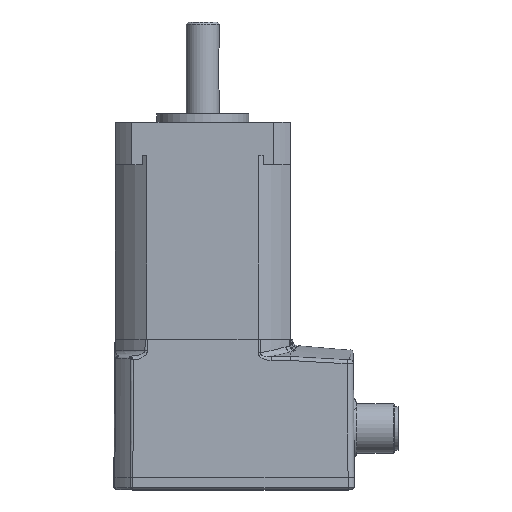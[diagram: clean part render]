
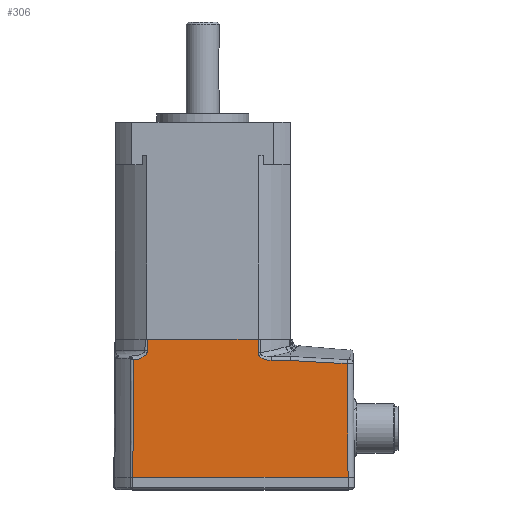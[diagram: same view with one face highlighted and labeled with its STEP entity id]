
A CAD part, top view. The second image highlights one B-rep face of the part: STEP entity #306.
In plain terms, the highlighted planar face has unit normal (0, 0.009, 1).
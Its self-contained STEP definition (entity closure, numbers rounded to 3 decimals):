
#123 = VERTEX_POINT ( 'NONE', #3547 ) ;
#135 = CARTESIAN_POINT ( 'NONE',  ( 14.748, -4.824, 21.042 ) ) ;
#306 = ADVANCED_FACE ( 'NONE', ( #17788 ), #13442, .T. ) ;
#318 = CARTESIAN_POINT ( 'NONE',  ( 13.267, 0., 21. ) ) ;
#734 = CARTESIAN_POINT ( 'NONE',  ( -13.565, -3.569, 21.031 ) ) ;
#772 = CARTESIAN_POINT ( 'NONE',  ( 36., 0., 21. ) ) ;
#872 = EDGE_CURVE ( 'NONE', #9388, #15642, #5263, .T. ) ;
#1007 = CARTESIAN_POINT ( 'NONE',  ( 13.269, -1.076, 21.009 ) ) ;
#1137 = ORIENTED_EDGE ( 'NONE', *, *, #6437, .T. ) ;
#1219 = CARTESIAN_POINT ( 'NONE',  ( 34.5, -0.013, 21. ) ) ;
#1746 = CARTESIAN_POINT ( 'NONE',  ( -13.284, -2.895, 21.025 ) ) ;
#1815 = CARTESIAN_POINT ( 'NONE',  ( -13.267, 0., 21. ) ) ;
#1927 = CARTESIAN_POINT ( 'NONE',  ( -15.202, -4.685, 21.041 ) ) ;
#2038 = DIRECTION ( 'NONE',  ( -1., 0., 0. ) ) ;
#2110 = CARTESIAN_POINT ( 'NONE',  ( -13.462, -3.415, 21.03 ) ) ;
#2369 = VECTOR ( 'NONE', #3515, 1000. ) ;
#2534 = CARTESIAN_POINT ( 'NONE',  ( 16.355, -5.076, 21.044 ) ) ;
#2714 = CARTESIAN_POINT ( 'NONE',  ( 13.275, -3.229, 21.028 ) ) ;
#2763 = ORIENTED_EDGE ( 'NONE', *, *, #15183, .T. ) ;
#3441 = DIRECTION ( 'NONE',  ( 0., 0.009, 1. ) ) ;
#3498 = CARTESIAN_POINT ( 'NONE',  ( -13.274, -2.804, 21.024 ) ) ;
#3515 = DIRECTION ( 'NONE',  ( -1., 0., 0. ) ) ;
#3547 = CARTESIAN_POINT ( 'NONE',  ( 34.788, -33., 21.288 ) ) ;
#3588 = CARTESIAN_POINT ( 'NONE',  ( -16.266, -4.946, 21.043 ) ) ;
#3675 = CARTESIAN_POINT ( 'NONE',  ( -16.658, -14.316, 21.125 ) ) ;
#3755 = ORIENTED_EDGE ( 'NONE', *, *, #12476, .T. ) ;
#4285 = EDGE_CURVE ( 'NONE', #11269, #7506, #10242, .T. ) ;
#4528 = VECTOR ( 'NONE', #9333, 1000. ) ;
#4760 = CARTESIAN_POINT ( 'NONE',  ( 13.275, -3.229, 21.028 ) ) ;
#4909 = CARTESIAN_POINT ( 'NONE',  ( 21., -5.076, 21.044 ) ) ;
#5194 = CARTESIAN_POINT ( 'NONE',  ( -13.267, 0., 21. ) ) ;
#5207 = VECTOR ( 'NONE', #13974, 1000. ) ;
#5230 = EDGE_CURVE ( 'NONE', #17143, #9446, #9142, .T. ) ;
#5263 = B_SPLINE_CURVE_WITH_KNOTS ( 'NONE', 3,
 ( #1815, #12800, #13089, #11697 ),
 .UNSPECIFIED., .F., .F.,
 ( 4, 4 ),
 ( 0., 0.003 ),
 .UNSPECIFIED. ) ;
#5413 = CARTESIAN_POINT ( 'NONE',  ( 14.592, -4.766, 21.042 ) ) ;
#5508 = CARTESIAN_POINT ( 'NONE',  ( 14.142, -4.559, 21.04 ) ) ;
#5747 = B_SPLINE_CURVE_WITH_KNOTS ( 'NONE', 3,
 ( #16179, #3498, #1746, #14806, #7497, #2110, #734, #10339, #13026, #17297, #8868, #10424, #1927, #7600, #3588, #13589 ),
 .UNSPECIFIED., .F., .F.,
 ( 4, 2, 2, 2, 2, 2, 2, 4 ),
 ( 0., 0., 0.001, 0.001, 0.002, 0.002, 0.003, 0.004 ),
 .UNSPECIFIED. ) ;
#5780 = CARTESIAN_POINT ( 'NONE',  ( 13.53, -4.009, 21.035 ) ) ;
#6239 = ORIENTED_EDGE ( 'NONE', *, *, #8506, .T. ) ;
#6242 = DIRECTION ( 'NONE',  ( 0., 1., -0.009 ) ) ;
#6437 = EDGE_CURVE ( 'NONE', #14151, #17143, #17997, .T. ) ;
#6574 = CARTESIAN_POINT ( 'NONE',  ( -13.274, -2.711, 21.024 ) ) ;
#6755 = VERTEX_POINT ( 'NONE', #7068 ) ;
#6820 = CARTESIAN_POINT ( 'NONE',  ( 13.437, -3.868, 21.034 ) ) ;
#6830 = EDGE_CURVE ( 'NONE', #123, #7289, #11460, .T. ) ;
#7009 = CARTESIAN_POINT ( 'NONE',  ( 13.31, -3.563, 21.031 ) ) ;
#7068 = CARTESIAN_POINT ( 'NONE',  ( -16.629, -4.974, 21.043 ) ) ;
#7289 = VERTEX_POINT ( 'NONE', #8824 ) ;
#7317 = ORIENTED_EDGE ( 'NONE', *, *, #15633, .T. ) ;
#7497 = CARTESIAN_POINT ( 'NONE',  ( -13.353, -3.162, 21.028 ) ) ;
#7506 = VERTEX_POINT ( 'NONE', #318 ) ;
#7600 = CARTESIAN_POINT ( 'NONE',  ( -15.908, -4.883, 21.043 ) ) ;
#7613 = VECTOR ( 'NONE', #2038, 1000. ) ;
#8067 = EDGE_CURVE ( 'NONE', #123, #14151, #16571, .T. ) ;
#8287 = CARTESIAN_POINT ( 'NONE',  ( 13.275, -3.397, 21.03 ) ) ;
#8506 = EDGE_CURVE ( 'NONE', #7506, #9388, #10442, .T. ) ;
#8824 = CARTESIAN_POINT ( 'NONE',  ( -16.717, -33., 21.288 ) ) ;
#8868 = CARTESIAN_POINT ( 'NONE',  ( -14.385, -4.291, 21.037 ) ) ;
#9071 = ORIENTED_EDGE ( 'NONE', *, *, #5230, .T. ) ;
#9142 = LINE ( 'NONE', #15063, #4528 ) ;
#9150 = CARTESIAN_POINT ( 'NONE',  ( -16.688, -23.658, 21.206 ) ) ;
#9176 = CARTESIAN_POINT ( 'NONE',  ( 36., -33., 21.288 ) ) ;
#9247 = CARTESIAN_POINT ( 'NONE',  ( -16.629, -4.974, 21.043 ) ) ;
#9333 = DIRECTION ( 'NONE',  ( -1., 0., 0. ) ) ;
#9388 = VERTEX_POINT ( 'NONE', #5194 ) ;
#9446 = VERTEX_POINT ( 'NONE', #10644 ) ;
#10111 = AXIS2_PLACEMENT_3D ( 'NONE', #772, #3441, #6242 ) ;
#10242 = B_SPLINE_CURVE_WITH_KNOTS ( 'NONE', 3,
 ( #4760, #13692, #1007, #12379 ),
 .UNSPECIFIED., .F., .F.,
 ( 4, 4 ),
 ( 0., 0.003 ),
 .UNSPECIFIED. ) ;
#10339 = CARTESIAN_POINT ( 'NONE',  ( -13.805, -3.847, 21.034 ) ) ;
#10424 = CARTESIAN_POINT ( 'NONE',  ( -14.864, -4.553, 21.04 ) ) ;
#10442 = LINE ( 'NONE', #14735, #7613 ) ;
#10447 = CARTESIAN_POINT ( 'NONE',  ( 34.551, -5.846, 21.051 ) ) ;
#10644 = CARTESIAN_POINT ( 'NONE',  ( 16.355, -5.076, 21.044 ) ) ;
#11269 = VERTEX_POINT ( 'NONE', #18226 ) ;
#11460 = LINE ( 'NONE', #9176, #2369 ) ;
#11473 = ORIENTED_EDGE ( 'NONE', *, *, #4285, .T. ) ;
#11697 = CARTESIAN_POINT ( 'NONE',  ( -13.274, -2.711, 21.024 ) ) ;
#12379 = CARTESIAN_POINT ( 'NONE',  ( 13.267, 0., 21. ) ) ;
#12476 = EDGE_CURVE ( 'NONE', #6755, #7289, #14523, .T. ) ;
#12688 = CARTESIAN_POINT ( 'NONE',  ( 15.7, -5.048, 21.044 ) ) ;
#12800 = CARTESIAN_POINT ( 'NONE',  ( -13.269, -0.904, 21.008 ) ) ;
#12826 = ORIENTED_EDGE ( 'NONE', *, *, #8067, .T. ) ;
#13026 = CARTESIAN_POINT ( 'NONE',  ( -13.939, -3.97, 21.035 ) ) ;
#13089 = CARTESIAN_POINT ( 'NONE',  ( -13.271, -1.808, 21.016 ) ) ;
#13263 = B_SPLINE_CURVE_WITH_KNOTS ( 'NONE', 3,
 ( #2534, #13835, #12688, #16693, #18094, #135, #5413, #5508, #15317, #5780, #6820, #7009, #8287, #2714 ),
 .UNSPECIFIED., .F., .F.,
 ( 4, 2, 2, 2, 2, 2, 4 ),
 ( 0., 0.001, 0.001, 0.002, 0.003, 0.003, 0.004 ),
 .UNSPECIFIED. ) ;
#13442 = PLANE ( 'NONE',  #10111 ) ;
#13589 = CARTESIAN_POINT ( 'NONE',  ( -16.629, -4.974, 21.043 ) ) ;
#13692 = CARTESIAN_POINT ( 'NONE',  ( 13.272, -2.153, 21.019 ) ) ;
#13835 = CARTESIAN_POINT ( 'NONE',  ( 16.025, -5.076, 21.044 ) ) ;
#13974 = DIRECTION ( 'NONE',  ( -0.009, 1., -0.009 ) ) ;
#14151 = VERTEX_POINT ( 'NONE', #10447 ) ;
#14231 = CARTESIAN_POINT ( 'NONE',  ( 21., -5.076, 21.044 ) ) ;
#14515 = CARTESIAN_POINT ( 'NONE',  ( 30.049, -5.333, 21.047 ) ) ;
#14523 = B_SPLINE_CURVE_WITH_KNOTS ( 'NONE', 3,
 ( #9247, #3675, #9150, #14799 ),
 .UNSPECIFIED., .F., .F.,
 ( 4, 4 ),
 ( 0., 0.028 ),
 .UNSPECIFIED. ) ;
#14735 = CARTESIAN_POINT ( 'NONE',  ( 36., 0., 21. ) ) ;
#14799 = CARTESIAN_POINT ( 'NONE',  ( -16.717, -33., 21.288 ) ) ;
#14806 = CARTESIAN_POINT ( 'NONE',  ( -13.323, -3.074, 21.027 ) ) ;
#15063 = CARTESIAN_POINT ( 'NONE',  ( 15.363, -5.076, 21.044 ) ) ;
#15183 = EDGE_CURVE ( 'NONE', #9446, #11269, #13263, .T. ) ;
#15317 = CARTESIAN_POINT ( 'NONE',  ( 13.858, -4.376, 21.038 ) ) ;
#15633 = EDGE_CURVE ( 'NONE', #15642, #6755, #5747, .T. ) ;
#15642 = VERTEX_POINT ( 'NONE', #6574 ) ;
#16004 = ORIENTED_EDGE ( 'NONE', *, *, #6830, .F. ) ;
#16179 = CARTESIAN_POINT ( 'NONE',  ( -13.274, -2.711, 21.024 ) ) ;
#16543 = EDGE_LOOP ( 'NONE', ( #6239, #17919, #7317, #3755, #16004, #12826, #1137, #9071, #2763, #11473 ) ) ;
#16571 = LINE ( 'NONE', #1219, #5207 ) ;
#16693 = CARTESIAN_POINT ( 'NONE',  ( 15.22, -4.957, 21.043 ) ) ;
#16995 = CARTESIAN_POINT ( 'NONE',  ( 25.532, -5.076, 21.044 ) ) ;
#17143 = VERTEX_POINT ( 'NONE', #4909 ) ;
#17297 = CARTESIAN_POINT ( 'NONE',  ( -14.229, -4.192, 21.037 ) ) ;
#17375 = CARTESIAN_POINT ( 'NONE',  ( 34.551, -5.846, 21.051 ) ) ;
#17788 = FACE_OUTER_BOUND ( 'NONE', #16543, .T. ) ;
#17919 = ORIENTED_EDGE ( 'NONE', *, *, #872, .T. ) ;
#17997 = B_SPLINE_CURVE_WITH_KNOTS ( 'NONE', 3,
 ( #17375, #14515, #16995, #14231 ),
 .UNSPECIFIED., .F., .F.,
 ( 4, 4 ),
 ( 0., 0.014 ),
 .UNSPECIFIED. ) ;
#18094 = CARTESIAN_POINT ( 'NONE',  ( 15.062, -4.919, 21.043 ) ) ;
#18226 = CARTESIAN_POINT ( 'NONE',  ( 13.275, -3.229, 21.028 ) ) ;
